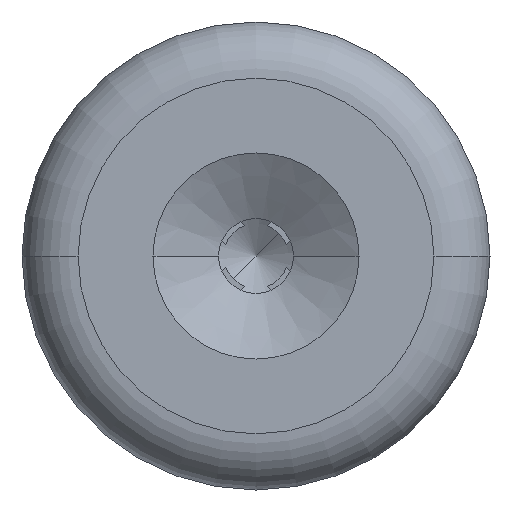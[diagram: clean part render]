
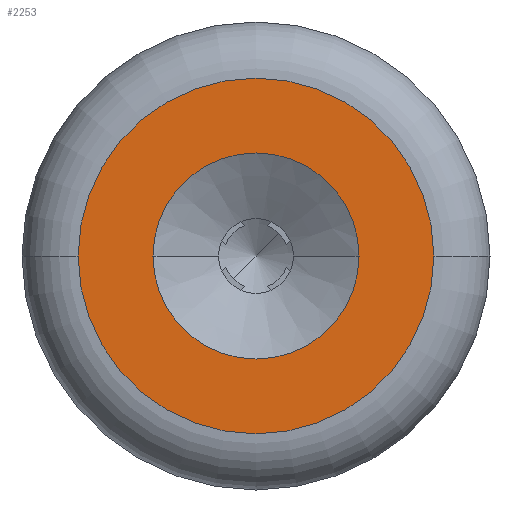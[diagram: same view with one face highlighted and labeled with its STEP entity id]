
A CAD part, front view. The second image highlights one B-rep face of the part: STEP entity #2253.
In plain terms, the highlighted planar face has unit normal (0, -1, 0).
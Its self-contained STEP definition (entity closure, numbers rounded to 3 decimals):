
#134=CARTESIAN_POINT('',(0.,-3.808,0.));
#135=DIRECTION('',(0.,1.,0.));
#136=DIRECTION('',(1.,0.,0.));
#137=AXIS2_PLACEMENT_3D('',#134,#135,#136);
#139=CARTESIAN_POINT('',(0.,-3.808,0.));
#140=DIRECTION('',(0.,-1.,0.));
#141=DIRECTION('',(1.,0.,0.));
#142=AXIS2_PLACEMENT_3D('',#139,#140,#141);
#144=CARTESIAN_POINT('',(0.,-3.808,0.));
#145=DIRECTION('',(0.,1.,0.));
#146=DIRECTION('',(1.,0.,0.));
#147=AXIS2_PLACEMENT_3D('',#144,#145,#146);
#149=CARTESIAN_POINT('',(0.,-3.808,0.));
#150=DIRECTION('',(0.,-1.,0.));
#151=DIRECTION('',(1.,0.,0.));
#152=AXIS2_PLACEMENT_3D('',#149,#150,#151);
#1995=CARTESIAN_POINT('',(1.9,-3.808,0.));
#1997=VERTEX_POINT('',#1995);
#1999=CARTESIAN_POINT('',(-1.9,-3.808,0.));
#2001=VERTEX_POINT('',#1999);
#2007=CARTESIAN_POINT('',(1.101,-3.808,0.));
#2008=VERTEX_POINT('',#2007);
#2013=CARTESIAN_POINT('',(-1.101,-3.808,0.));
#2014=VERTEX_POINT('',#2013);
#2238=CARTESIAN_POINT('',(0.,-3.808,0.));
#2239=DIRECTION('',(0.,-1.,0.));
#2240=DIRECTION('',(-1.,0.,0.));
#2241=AXIS2_PLACEMENT_3D('',#2238,#2239,#2240);
#2242=PLANE('',#2241);
#2243=ORIENTED_EDGE('',*,*,#2231,.F.);
#2244=ORIENTED_EDGE('',*,*,#2220,.T.);
#2245=EDGE_LOOP('',(#2243,#2244));
#2246=FACE_OUTER_BOUND('',#2245,.F.);
#2248=ORIENTED_EDGE('',*,*,#2247,.F.);
#2250=ORIENTED_EDGE('',*,*,#2249,.T.);
#2251=EDGE_LOOP('',(#2248,#2250));
#2252=FACE_BOUND('',#2251,.F.);
#2253=ADVANCED_FACE('',(#2246,#2252),#2242,.T.);
#138=CIRCLE('',#137,1.9);
#143=CIRCLE('',#142,1.9);
#148=CIRCLE('',#147,1.101);
#153=CIRCLE('',#152,1.101);
#2220=EDGE_CURVE('',#1997,#2001,#138,.T.);
#2231=EDGE_CURVE('',#1997,#2001,#143,.T.);
#2247=EDGE_CURVE('',#2008,#2014,#148,.T.);
#2249=EDGE_CURVE('',#2008,#2014,#153,.T.);
